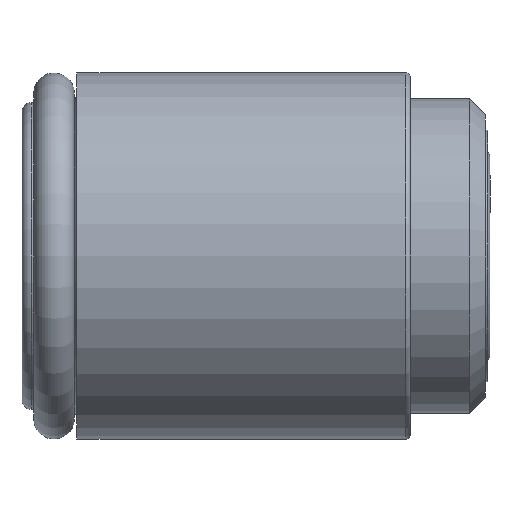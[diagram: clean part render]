
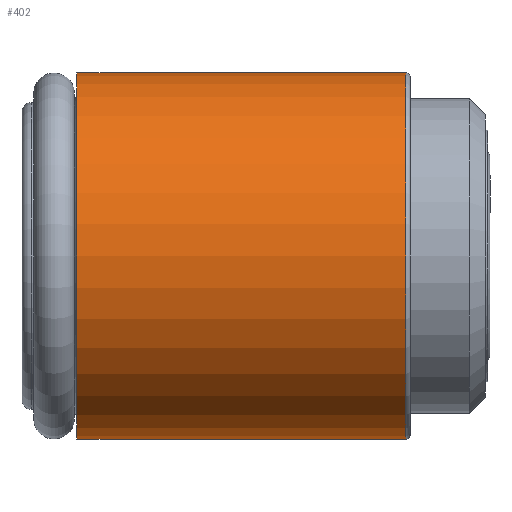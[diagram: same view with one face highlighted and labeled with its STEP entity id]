
A CAD part, left-side view. The second image highlights one B-rep face of the part: STEP entity #402.
In plain terms, the highlighted cylindrical face has radius 8 mm (diameter 16 mm), a partial arc.
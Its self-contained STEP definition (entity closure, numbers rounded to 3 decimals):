
#34 = EDGE_CURVE ( 'NONE', #812, #1510, #2160, .T. ) ;
#149 = CARTESIAN_POINT ( 'NONE',  ( 0., 17.838, -8. ) ) ;
#330 = VECTOR ( 'NONE', #1638, 1000. ) ;
#386 = DIRECTION ( 'NONE',  ( 0., 0., 1. ) ) ;
#402 = ADVANCED_FACE ( 'NONE', ( #2315 ), #2016, .T. ) ;
#428 = DIRECTION ( 'NONE',  ( 0., 1., 0. ) ) ;
#457 = EDGE_CURVE ( 'NONE', #2311, #2100, #2088, .T. ) ;
#515 = CARTESIAN_POINT ( 'NONE',  ( 0., 3.488, -8. ) ) ;
#584 = CARTESIAN_POINT ( 'NONE',  ( 0., 17.838, 0. ) ) ;
#610 = VECTOR ( 'NONE', #428, 1000. ) ;
#644 = AXIS2_PLACEMENT_3D ( 'NONE', #1227, #2622, #386 ) ;
#812 = VERTEX_POINT ( 'NONE', #515 ) ;
#970 = ORIENTED_EDGE ( 'NONE', *, *, #2506, .T. ) ;
#1014 = CIRCLE ( 'NONE', #644, 8. ) ;
#1026 = EDGE_CURVE ( 'NONE', #1510, #2100, #1191, .T. ) ;
#1191 = CIRCLE ( 'NONE', #1531, 8. ) ;
#1194 = DIRECTION ( 'NONE',  ( 0., 1., 0. ) ) ;
#1227 = CARTESIAN_POINT ( 'NONE',  ( 0., 3.488, 0. ) ) ;
#1341 = CARTESIAN_POINT ( 'NONE',  ( 0., 3.488, 8. ) ) ;
#1409 = DIRECTION ( 'NONE',  ( 0., 1., 0. ) ) ;
#1453 = AXIS2_PLACEMENT_3D ( 'NONE', #2441, #1194, #1626 ) ;
#1510 = VERTEX_POINT ( 'NONE', #149 ) ;
#1531 = AXIS2_PLACEMENT_3D ( 'NONE', #584, #1409, #2653 ) ;
#1625 = ORIENTED_EDGE ( 'NONE', *, *, #34, .F. ) ;
#1626 = DIRECTION ( 'NONE',  ( 0., 0., 1. ) ) ;
#1638 = DIRECTION ( 'NONE',  ( 0., 1., 0. ) ) ;
#1795 = ORIENTED_EDGE ( 'NONE', *, *, #1026, .F. ) ;
#1886 = CARTESIAN_POINT ( 'NONE',  ( 0., 20.71, -8. ) ) ;
#2016 = CYLINDRICAL_SURFACE ( 'NONE', #1453, 8. ) ;
#2088 = LINE ( 'NONE', #2480, #330 ) ;
#2100 = VERTEX_POINT ( 'NONE', #2532 ) ;
#2160 = LINE ( 'NONE', #1886, #610 ) ;
#2297 = EDGE_LOOP ( 'NONE', ( #1625, #970, #2335, #1795 ) ) ;
#2311 = VERTEX_POINT ( 'NONE', #1341 ) ;
#2315 = FACE_OUTER_BOUND ( 'NONE', #2297, .T. ) ;
#2335 = ORIENTED_EDGE ( 'NONE', *, *, #457, .T. ) ;
#2441 = CARTESIAN_POINT ( 'NONE',  ( 0., 20.71, 0. ) ) ;
#2480 = CARTESIAN_POINT ( 'NONE',  ( 0., 20.71, 8. ) ) ;
#2506 = EDGE_CURVE ( 'NONE', #812, #2311, #1014, .T. ) ;
#2532 = CARTESIAN_POINT ( 'NONE',  ( 0., 17.838, 8. ) ) ;
#2622 = DIRECTION ( 'NONE',  ( 0., 1., 0. ) ) ;
#2653 = DIRECTION ( 'NONE',  ( 0., 0., 1. ) ) ;
